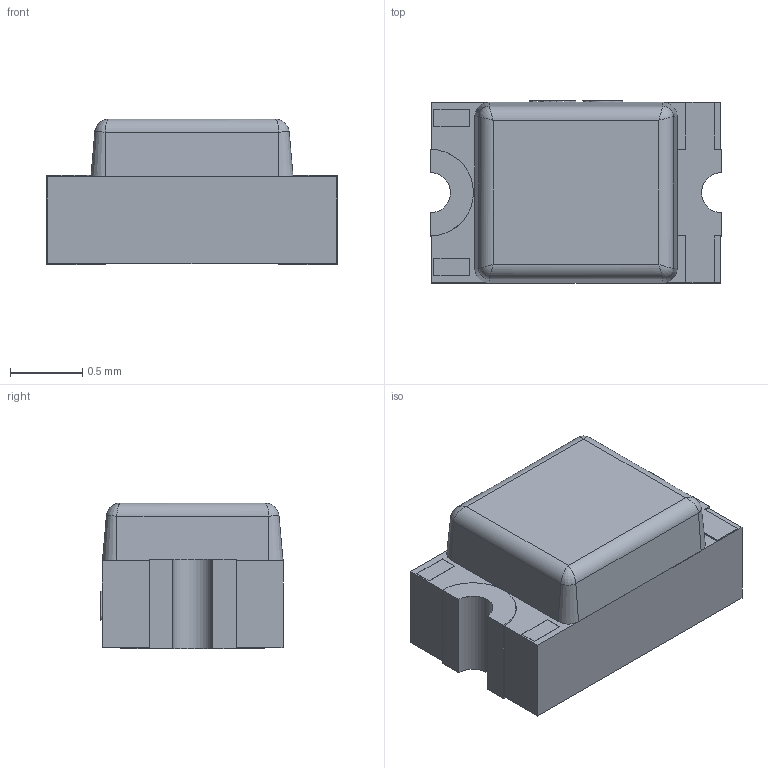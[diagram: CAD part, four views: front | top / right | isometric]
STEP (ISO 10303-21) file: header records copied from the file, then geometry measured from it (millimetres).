
FILE_DESCRIPTION(/* description */ ('Designed by EasyEDA Pro'),/* implementation_level */ '2;1');
FILE_NAME(/* name */ 'LED_0805_YELLOW.step',/* time_stamp */ '2025-04-02T15:16:38+08:00',/* author */ (''),/* organization */ (''),/* preprocessor_version */ 'ST-DEVELOPER v20.1',/* originating_system */ 'Autodesk Translation Framework v14.4.0.0',/* authorisation */ '');
FILE_SCHEMA (('AUTOMOTIVE_DESIGN { 1 0 10303 214 3 1 1 }'));
Length unit declared in the file: millimetre
Products named in the file (4): pLcy-PCBModel; pLcy-Board; pLcy-LED1-LED0805-R-RD; COMPOUND
Assembly tree (3 placements, depth 3):
  pLcy-PCBModel
    pLcy-Board
    pLcy-LED1-LED0805-R-RD
      COMPOUND
Bounding box: 2.02 x 1.26 x 1.01 mm (x, y, z)
Volume: 2.1 mm3; surface area: 18.3 mm2
Topology: 4 solids, 4 shells, 367 faces, 978 edges, 644 vertices
Faces by surface type: plane 236, bspline 116, cylinder 11, cone 4
Entity records: 14226 total; most frequent: CARTESIAN_POINT 5158, ORIENTED_EDGE 1948, DIRECTION 1438, EDGE_CURVE 974, LINE 718, VECTOR 718, VERTEX_POINT 644, EDGE_LOOP 396
